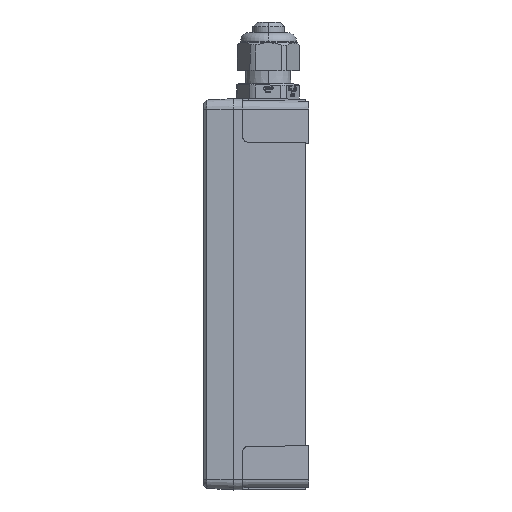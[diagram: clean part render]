
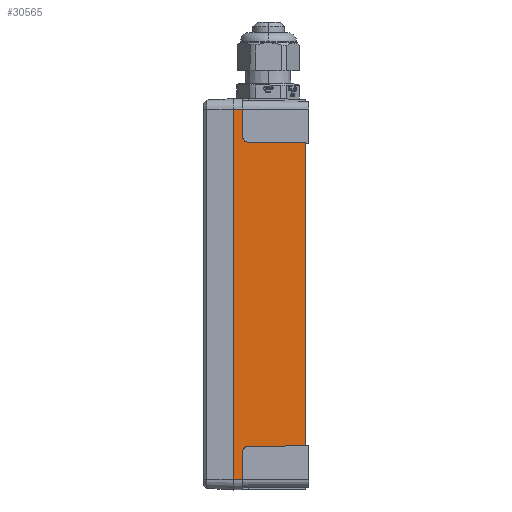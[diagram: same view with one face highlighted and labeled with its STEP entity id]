
A CAD part, left-side view. The second image highlights one B-rep face of the part: STEP entity #30565.
In plain terms, the highlighted planar face has unit normal (-1, -0.009, 0).
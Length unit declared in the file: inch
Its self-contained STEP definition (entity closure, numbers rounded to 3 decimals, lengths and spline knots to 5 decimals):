
#694 = VERTEX_POINT ( 'NONE', #24074 ) ;
#1465 = CARTESIAN_POINT ( 'NONE',  ( -3.54424, 0.86614, 2.42323 ) ) ;
#2000 = LINE ( 'NONE', #16691, #6034 ) ;
#4261 = VERTEX_POINT ( 'NONE', #82696 ) ;
#6034 = VECTOR ( 'NONE', #81649, 39.37008 ) ;
#7767 =( BOUNDED_CURVE ( )  B_SPLINE_CURVE ( 3, ( #9286, #18657, #50658, #88898 ),
 .UNSPECIFIED., .F., .T. ) 
 B_SPLINE_CURVE_WITH_KNOTS ( ( 4, 4 ),
 ( 3.14159, 4.70366 ),
 .UNSPECIFIED. ) 
 CURVE ( )  GEOMETRIC_REPRESENTATION_ITEM ( )  RATIONAL_B_SPLINE_CURVE ( ( 1., 0.807, 0.807, 1. ) ) 
 REPRESENTATION_ITEM ( '' )  );
#8311 = DIRECTION ( 'NONE',  ( 0., 0., 1. ) ) ;
#8361 =( BOUNDED_CURVE ( )  B_SPLINE_CURVE ( 3, ( #58542, #90467, #73228, #11372 ),
 .UNSPECIFIED., .F., .F. ) 
 B_SPLINE_CURVE_WITH_KNOTS ( ( 4, 4 ),
 ( 1.57952, 3.14159 ),
 .UNSPECIFIED. ) 
 CURVE ( )  GEOMETRIC_REPRESENTATION_ITEM ( )  RATIONAL_B_SPLINE_CURVE ( ( 1., 0.807, 0.807, 1. ) ) 
 REPRESENTATION_ITEM ( '' )  );
#9286 = CARTESIAN_POINT ( 'NONE',  ( -3.54424, 0.86614, -2.06821 ) ) ;
#10804 = EDGE_CURVE ( 'NONE', #24692, #20779, #86145, .T. ) ;
#11372 = CARTESIAN_POINT ( 'NONE',  ( -3.54424, 0.86614, 2.06821 ) ) ;
#12547 = DIRECTION ( 'NONE',  ( 0., 0., 1. ) ) ;
#16691 = CARTESIAN_POINT ( 'NONE',  ( -3.54356, 0.78809, -1.98948 ) ) ;
#16887 = CARTESIAN_POINT ( 'NONE',  ( -3.54528, 0.98425, -2.42323 ) ) ;
#18657 = CARTESIAN_POINT ( 'NONE',  ( -3.54424, 0.86614, -2.02241 ) ) ;
#20779 = VERTEX_POINT ( 'NONE', #72239 ) ;
#21932 = EDGE_CURVE ( 'NONE', #4261, #694, #84332, .T. ) ;
#23349 = CARTESIAN_POINT ( 'NONE',  ( -3.54356, 0.78809, -1.98948 ) ) ;
#24074 = CARTESIAN_POINT ( 'NONE',  ( -3.54356, 0.78809, 1.98948 ) ) ;
#24692 = VERTEX_POINT ( 'NONE', #89118 ) ;
#25183 = VECTOR ( 'NONE', #48891, 39.37008 ) ;
#26480 = EDGE_CURVE ( 'NONE', #694, #62508, #8361, .T. ) ;
#26867 = CARTESIAN_POINT ( 'NONE',  ( -3.54424, 0.86614, 2.06821 ) ) ;
#27758 = CARTESIAN_POINT ( 'NONE',  ( -3.53703, 0.03937, 1.98294 ) ) ;
#28448 = EDGE_LOOP ( 'NONE', ( #74192, #72061, #91317, #36932, #30521, #85138, #56951, #40061, #73922, #79969 ) ) ;
#30521 = ORIENTED_EDGE ( 'NONE', *, *, #74067, .T. ) ;
#30565 = ADVANCED_FACE ( 'NONE', ( #68015 ), #85253, .T. ) ;
#30718 = DIRECTION ( 'NONE',  ( 0.009, -1., 0. ) ) ;
#36932 = ORIENTED_EDGE ( 'NONE', *, *, #45120, .T. ) ;
#36949 = VECTOR ( 'NONE', #92884, 39.37008 ) ;
#40061 = ORIENTED_EDGE ( 'NONE', *, *, #26480, .T. ) ;
#40810 = VERTEX_POINT ( 'NONE', #71011 ) ;
#44384 = VECTOR ( 'NONE', #68910, 39.37008 ) ;
#44440 = CARTESIAN_POINT ( 'NONE',  ( -3.54528, 0.98425, -2.42323 ) ) ;
#44734 = LINE ( 'NONE', #76668, #36949 ) ;
#45120 = EDGE_CURVE ( 'NONE', #56130, #91417, #7767, .T. ) ;
#47061 = LINE ( 'NONE', #53874, #103614 ) ;
#48891 = DIRECTION ( 'NONE',  ( 0.009, -1., 0. ) ) ;
#49170 = LINE ( 'NONE', #1465, #86587 ) ;
#50658 = CARTESIAN_POINT ( 'NONE',  ( -3.54396, 0.83389, -1.98988 ) ) ;
#52387 = LINE ( 'NONE', #60775, #94971 ) ;
#52960 = AXIS2_PLACEMENT_3D ( 'NONE', #62210, #62721, #30718 ) ;
#53571 = CARTESIAN_POINT ( 'NONE',  ( -3.54424, 0.86614, -2.06821 ) ) ;
#53874 = CARTESIAN_POINT ( 'NONE',  ( -3.54528, 0.98425, 2.42323 ) ) ;
#56130 = VERTEX_POINT ( 'NONE', #53571 ) ;
#56951 = ORIENTED_EDGE ( 'NONE', *, *, #21932, .T. ) ;
#58542 = CARTESIAN_POINT ( 'NONE',  ( -3.54356, 0.78809, 1.98948 ) ) ;
#59210 = EDGE_CURVE ( 'NONE', #20779, #78577, #47061, .T. ) ;
#60214 = VECTOR ( 'NONE', #101067, 39.37008 ) ;
#60775 = CARTESIAN_POINT ( 'NONE',  ( -3.54424, 0.86614, 2.42323 ) ) ;
#62210 = CARTESIAN_POINT ( 'NONE',  ( -3.54528, 0.98425, 2.42323 ) ) ;
#62508 = VERTEX_POINT ( 'NONE', #26867 ) ;
#62721 = DIRECTION ( 'NONE',  ( -1., -0.009, 0. ) ) ;
#63453 = CARTESIAN_POINT ( 'NONE',  ( -3.53703, 0.03937, -1.98294 ) ) ;
#68015 = FACE_OUTER_BOUND ( 'NONE', #28448, .T. ) ;
#68910 = DIRECTION ( 'NONE',  ( -0.009, 1., 0. ) ) ;
#71011 = CARTESIAN_POINT ( 'NONE',  ( -3.54424, 0.86614, -2.42323 ) ) ;
#72061 = ORIENTED_EDGE ( 'NONE', *, *, #77649, .T. ) ;
#72239 = CARTESIAN_POINT ( 'NONE',  ( -3.54528, 0.98425, 2.42323 ) ) ;
#73228 = CARTESIAN_POINT ( 'NONE',  ( -3.54424, 0.86614, 2.02241 ) ) ;
#73922 = ORIENTED_EDGE ( 'NONE', *, *, #89994, .T. ) ;
#74067 = EDGE_CURVE ( 'NONE', #91417, #78108, #2000, .T. ) ;
#74192 = ORIENTED_EDGE ( 'NONE', *, *, #59210, .T. ) ;
#76668 = CARTESIAN_POINT ( 'NONE',  ( -3.53703, 0.03937, 2.42323 ) ) ;
#77649 = EDGE_CURVE ( 'NONE', #78577, #40810, #79826, .T. ) ;
#78108 = VERTEX_POINT ( 'NONE', #63453 ) ;
#78577 = VERTEX_POINT ( 'NONE', #44440 ) ;
#79002 = DIRECTION ( 'NONE',  ( 0., 0., -1. ) ) ;
#79826 = LINE ( 'NONE', #16887, #25183 ) ;
#79969 = ORIENTED_EDGE ( 'NONE', *, *, #10804, .T. ) ;
#81649 = DIRECTION ( 'NONE',  ( 0.009, -1., 0.009 ) ) ;
#82696 = CARTESIAN_POINT ( 'NONE',  ( -3.53703, 0.03937, 1.98294 ) ) ;
#84332 = LINE ( 'NONE', #27758, #60214 ) ;
#85138 = ORIENTED_EDGE ( 'NONE', *, *, #94316, .F. ) ;
#85253 = PLANE ( 'NONE',  #52960 ) ;
#86145 = LINE ( 'NONE', #93997, #44384 ) ;
#86587 = VECTOR ( 'NONE', #8311, 39.37008 ) ;
#88898 = CARTESIAN_POINT ( 'NONE',  ( -3.54356, 0.78809, -1.98948 ) ) ;
#89118 = CARTESIAN_POINT ( 'NONE',  ( -3.54424, 0.86614, 2.42323 ) ) ;
#89672 = EDGE_CURVE ( 'NONE', #40810, #56130, #52387, .T. ) ;
#89994 = EDGE_CURVE ( 'NONE', #62508, #24692, #49170, .T. ) ;
#90467 = CARTESIAN_POINT ( 'NONE',  ( -3.54396, 0.83389, 1.98988 ) ) ;
#91317 = ORIENTED_EDGE ( 'NONE', *, *, #89672, .T. ) ;
#91417 = VERTEX_POINT ( 'NONE', #23349 ) ;
#92884 = DIRECTION ( 'NONE',  ( 0., 0., -1. ) ) ;
#93997 = CARTESIAN_POINT ( 'NONE',  ( -3.54528, 0.98425, 2.42323 ) ) ;
#94316 = EDGE_CURVE ( 'NONE', #4261, #78108, #44734, .T. ) ;
#94971 = VECTOR ( 'NONE', #12547, 39.37008 ) ;
#101067 = DIRECTION ( 'NONE',  ( -0.009, 1., 0.009 ) ) ;
#103614 = VECTOR ( 'NONE', #79002, 39.37008 ) ;
